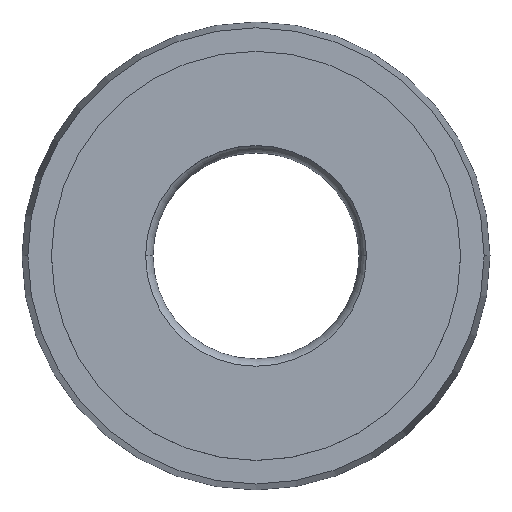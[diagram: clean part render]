
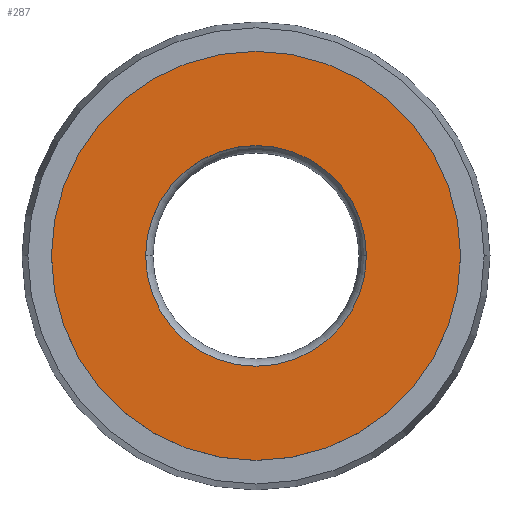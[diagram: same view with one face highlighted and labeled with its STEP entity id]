
A CAD part, top view. The second image highlights one B-rep face of the part: STEP entity #287.
In plain terms, the highlighted planar face has unit normal (0, 0, 1).
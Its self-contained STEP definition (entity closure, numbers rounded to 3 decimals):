
#8 = DIRECTION ( 'NONE',  ( 1., 0., 0. ) ) ;
#20 = CARTESIAN_POINT ( 'NONE',  ( -6.95, 0., 0. ) ) ;
#30 = VERTEX_POINT ( 'NONE', #548 ) ;
#31 = CARTESIAN_POINT ( 'NONE',  ( 0., 0., 0. ) ) ;
#39 = AXIS2_PLACEMENT_3D ( 'NONE', #284, #334, #170 ) ;
#83 = EDGE_CURVE ( 'NONE', #558, #132, #529, .T. ) ;
#102 = CARTESIAN_POINT ( 'NONE',  ( -3.75, 0., 0. ) ) ;
#118 = CIRCLE ( 'NONE', #326, 3.75 ) ;
#132 = VERTEX_POINT ( 'NONE', #331 ) ;
#134 = AXIS2_PLACEMENT_3D ( 'NONE', #31, #196, #392 ) ;
#141 = DIRECTION ( 'NONE',  ( -1., 0., 0. ) ) ;
#142 = EDGE_CURVE ( 'NONE', #30, #186, #429, .T. ) ;
#148 = AXIS2_PLACEMENT_3D ( 'NONE', #305, #628, #141 ) ;
#150 = AXIS2_PLACEMENT_3D ( 'NONE', #377, #168, #8 ) ;
#168 = DIRECTION ( 'NONE',  ( 0., 0., 1. ) ) ;
#170 = DIRECTION ( 'NONE',  ( 1., 0., 0. ) ) ;
#186 = VERTEX_POINT ( 'NONE', #20 ) ;
#191 = PLANE ( 'NONE',  #148 ) ;
#196 = DIRECTION ( 'NONE',  ( 0., 0., 1. ) ) ;
#243 = EDGE_LOOP ( 'NONE', ( #560, #611 ) ) ;
#269 = DIRECTION ( 'NONE',  ( 1., 0., 0. ) ) ;
#277 = ORIENTED_EDGE ( 'NONE', *, *, #370, .T. ) ;
#284 = CARTESIAN_POINT ( 'NONE',  ( 0., 0., 0. ) ) ;
#287 = ADVANCED_FACE ( 'NONE', ( #458, #515 ), #191, .F. ) ;
#305 = CARTESIAN_POINT ( 'NONE',  ( 0., 0., 0. ) ) ;
#326 = AXIS2_PLACEMENT_3D ( 'NONE', #454, #549, #269 ) ;
#331 = CARTESIAN_POINT ( 'NONE',  ( 3.75, 0., 0. ) ) ;
#334 = DIRECTION ( 'NONE',  ( 0., 0., 1. ) ) ;
#370 = EDGE_CURVE ( 'NONE', #186, #30, #530, .T. ) ;
#377 = CARTESIAN_POINT ( 'NONE',  ( 0., 0., 0. ) ) ;
#392 = DIRECTION ( 'NONE',  ( 1., 0., 0. ) ) ;
#429 = CIRCLE ( 'NONE', #150, 6.95 ) ;
#433 = ORIENTED_EDGE ( 'NONE', *, *, #142, .T. ) ;
#454 = CARTESIAN_POINT ( 'NONE',  ( 0., 0., 0. ) ) ;
#458 = FACE_BOUND ( 'NONE', #243, .T. ) ;
#515 = FACE_OUTER_BOUND ( 'NONE', #571, .T. ) ;
#529 = CIRCLE ( 'NONE', #39, 3.75 ) ;
#530 = CIRCLE ( 'NONE', #134, 6.95 ) ;
#548 = CARTESIAN_POINT ( 'NONE',  ( 6.95, 0., 0. ) ) ;
#549 = DIRECTION ( 'NONE',  ( 0., 0., 1. ) ) ;
#558 = VERTEX_POINT ( 'NONE', #102 ) ;
#560 = ORIENTED_EDGE ( 'NONE', *, *, #600, .F. ) ;
#571 = EDGE_LOOP ( 'NONE', ( #433, #277 ) ) ;
#600 = EDGE_CURVE ( 'NONE', #132, #558, #118, .T. ) ;
#611 = ORIENTED_EDGE ( 'NONE', *, *, #83, .F. ) ;
#628 = DIRECTION ( 'NONE',  ( 0., 0., -1. ) ) ;
